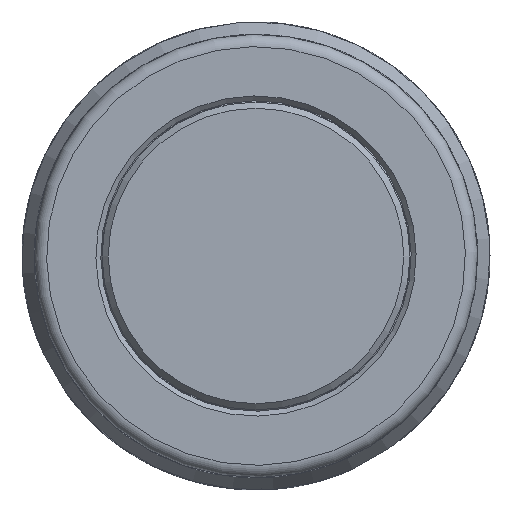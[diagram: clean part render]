
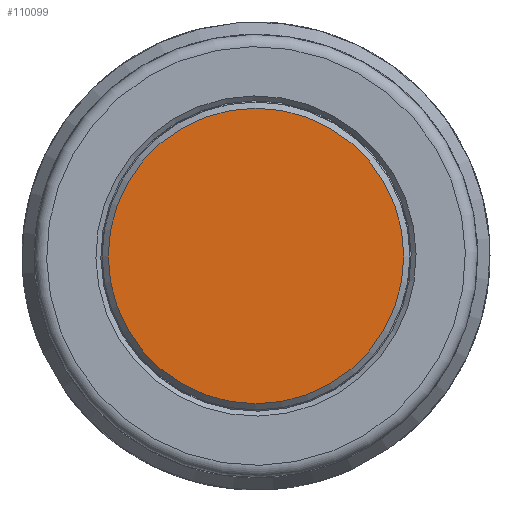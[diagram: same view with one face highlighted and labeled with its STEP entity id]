
A CAD part, left-side view. The second image highlights one B-rep face of the part: STEP entity #110099.
In plain terms, the highlighted planar face has unit normal (-1, 0, 0).
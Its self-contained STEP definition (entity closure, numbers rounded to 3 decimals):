
#110076=CARTESIAN_POINT('',(0.0,6.0,0.));
#110077=VERTEX_POINT('',#110076);
#110078=CARTESIAN_POINT('',(0.0,0.0,0.0));
#110079=DIRECTION('',(1.0,0.0,0.0));
#110080=DIRECTION('',(0.0,-1.0,0.0));
#110081=AXIS2_PLACEMENT_3D('',#110078,#110079,#110080);
#110082=CIRCLE('',#110081,6.0);
#110083=EDGE_CURVE('',#110077,#110077,#110082,.T.);
#110091=CARTESIAN_POINT('',(0.0,5.4,0.0));
#110092=DIRECTION('',(-1.0,0.0,0.0));
#110093=DIRECTION('',(0.0,0.0,1.0));
#110094=AXIS2_PLACEMENT_3D('',#110091,#110092,#110093);
#110095=PLANE('',#110094);
#110096=ORIENTED_EDGE('',*,*,#110083,.F.);
#110097=EDGE_LOOP('',(#110096));
#110098=FACE_OUTER_BOUND('',#110097,.T.);
#110099=ADVANCED_FACE('',(#110098),#110095,.T.);
